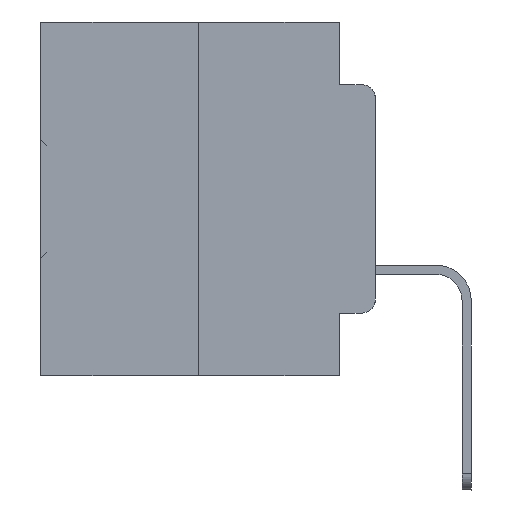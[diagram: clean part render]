
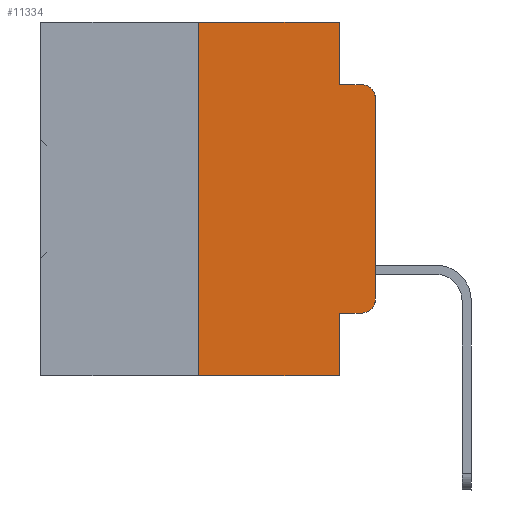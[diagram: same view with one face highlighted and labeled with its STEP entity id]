
A CAD part, left-side view. The second image highlights one B-rep face of the part: STEP entity #11334.
In plain terms, the highlighted planar face has unit normal (-1, 0, 0).
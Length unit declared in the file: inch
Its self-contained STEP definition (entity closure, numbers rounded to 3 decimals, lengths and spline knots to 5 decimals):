
#941 = VERTEX_POINT ( 'NONE', #16658 ) ;
#2046 = VECTOR ( 'NONE', #2086, 39.37008 ) ;
#2086 = DIRECTION ( 'NONE',  ( 0., 0., 1. ) ) ;
#2525 = LINE ( 'NONE', #27110, #2046 ) ;
#2617 = FACE_OUTER_BOUND ( 'NONE', #29689, .T. ) ;
#3191 = LINE ( 'NONE', #17730, #15519 ) ;
#4346 = CARTESIAN_POINT ( 'NONE',  ( 0., 0.25, -0.5 ) ) ;
#4712 = VECTOR ( 'NONE', #20453, 39.37008 ) ;
#4793 = EDGE_CURVE ( 'NONE', #30687, #6283, #2525, .T. ) ;
#4989 = CARTESIAN_POINT ( 'NONE',  ( 0., 0.473, 0. ) ) ;
#5197 = DIRECTION ( 'NONE',  ( 0., 0., 1. ) ) ;
#5504 = LINE ( 'NONE', #4989, #18696 ) ;
#6283 = VERTEX_POINT ( 'NONE', #29451 ) ;
#6461 = EDGE_CURVE ( 'NONE', #24629, #11495, #28395, .T. ) ;
#7267 = CARTESIAN_POINT ( 'NONE',  ( 0., 0.02, -0.1085 ) ) ;
#7636 = CARTESIAN_POINT ( 'NONE',  ( 0., 0.02, -0.3915 ) ) ;
#7842 = CARTESIAN_POINT ( 'NONE',  ( 0., 0.051, -0.4115 ) ) ;
#8149 = AXIS2_PLACEMENT_3D ( 'NONE', #7267, #15854, #18348 ) ;
#8346 = CARTESIAN_POINT ( 'NONE',  ( 0., 0.02, -0.0885 ) ) ;
#8384 = VERTEX_POINT ( 'NONE', #8346 ) ;
#9475 = EDGE_CURVE ( 'NONE', #11495, #34608, #5504, .T. ) ;
#9580 = DIRECTION ( 'NONE',  ( 0., 0., -1. ) ) ;
#9706 = VECTOR ( 'NONE', #29345, 39.37008 ) ;
#10030 = CARTESIAN_POINT ( 'NONE',  ( 0., 0., -0.3915 ) ) ;
#10576 = CARTESIAN_POINT ( 'NONE',  ( 0., 0.051, 0. ) ) ;
#11144 = DIRECTION ( 'NONE',  ( 0., -1., 0. ) ) ;
#11334 = ADVANCED_FACE ( 'NONE', ( #2617 ), #26212, .F. ) ;
#11495 = VERTEX_POINT ( 'NONE', #15593 ) ;
#11537 = VECTOR ( 'NONE', #11144, 39.37008 ) ;
#11593 = ORIENTED_EDGE ( 'NONE', *, *, #34353, .F. ) ;
#11880 = LINE ( 'NONE', #29229, #9706 ) ;
#12311 = CARTESIAN_POINT ( 'NONE',  ( 0., 0.473, -0.5 ) ) ;
#12403 = CARTESIAN_POINT ( 'NONE',  ( 0., 0.473, 0. ) ) ;
#14297 = ORIENTED_EDGE ( 'NONE', *, *, #6461, .F. ) ;
#14759 = ORIENTED_EDGE ( 'NONE', *, *, #9475, .F. ) ;
#14783 = DIRECTION ( 'NONE',  ( 0., 0., -1. ) ) ;
#15519 = VECTOR ( 'NONE', #31797, 39.37008 ) ;
#15593 = CARTESIAN_POINT ( 'NONE',  ( 0., 0.25, 0. ) ) ;
#15854 = DIRECTION ( 'NONE',  ( -1., 0., 0. ) ) ;
#16099 = DIRECTION ( 'NONE',  ( -1., 0., 0. ) ) ;
#16658 = CARTESIAN_POINT ( 'NONE',  ( 0., 0.051, -0.0885 ) ) ;
#17730 = CARTESIAN_POINT ( 'NONE',  ( 0., 0.051, -0.0885 ) ) ;
#17811 = DIRECTION ( 'NONE',  ( 1., 0., 0. ) ) ;
#18177 = AXIS2_PLACEMENT_3D ( 'NONE', #12403, #17811, #9580 ) ;
#18348 = DIRECTION ( 'NONE',  ( 0., 0., -1. ) ) ;
#18478 = EDGE_CURVE ( 'NONE', #24629, #26222, #25872, .T. ) ;
#18696 = VECTOR ( 'NONE', #35545, 39.37008 ) ;
#18944 = DIRECTION ( 'NONE',  ( 0., 0., -1. ) ) ;
#19964 = ORIENTED_EDGE ( 'NONE', *, *, #32857, .T. ) ;
#20285 = EDGE_CURVE ( 'NONE', #6283, #8384, #25710, .T. ) ;
#20453 = DIRECTION ( 'NONE',  ( 0., -1., 0. ) ) ;
#20530 = LINE ( 'NONE', #31674, #31573 ) ;
#20543 = VERTEX_POINT ( 'NONE', #24598 ) ;
#23037 = ORIENTED_EDGE ( 'NONE', *, *, #30341, .T. ) ;
#24001 = VECTOR ( 'NONE', #5197, 39.37008 ) ;
#24598 = CARTESIAN_POINT ( 'NONE',  ( 0., 0.02, -0.4115 ) ) ;
#24629 = VERTEX_POINT ( 'NONE', #4346 ) ;
#24779 = LINE ( 'NONE', #7842, #11537 ) ;
#25710 = CIRCLE ( 'NONE', #8149, 0.02 ) ;
#25734 = VERTEX_POINT ( 'NONE', #26909 ) ;
#25872 = LINE ( 'NONE', #12311, #4712 ) ;
#26128 = ORIENTED_EDGE ( 'NONE', *, *, #18478, .T. ) ;
#26212 = PLANE ( 'NONE',  #18177 ) ;
#26222 = VERTEX_POINT ( 'NONE', #29699 ) ;
#26909 = CARTESIAN_POINT ( 'NONE',  ( 0., 0.051, -0.4115 ) ) ;
#26927 = ORIENTED_EDGE ( 'NONE', *, *, #4793, .T. ) ;
#27110 = CARTESIAN_POINT ( 'NONE',  ( 0., 0., 0. ) ) ;
#28395 = LINE ( 'NONE', #35629, #24001 ) ;
#29229 = CARTESIAN_POINT ( 'NONE',  ( 0., 0.051, 0. ) ) ;
#29345 = DIRECTION ( 'NONE',  ( 0., 0., -1. ) ) ;
#29451 = CARTESIAN_POINT ( 'NONE',  ( 0., 0., -0.1085 ) ) ;
#29487 = ORIENTED_EDGE ( 'NONE', *, *, #36574, .F. ) ;
#29689 = EDGE_LOOP ( 'NONE', ( #26927, #32631, #11593, #35206, #14759, #14297, #26128, #29487, #23037, #19964 ) ) ;
#29699 = CARTESIAN_POINT ( 'NONE',  ( 0., 0.051, -0.5 ) ) ;
#30341 = EDGE_CURVE ( 'NONE', #25734, #20543, #24779, .T. ) ;
#30687 = VERTEX_POINT ( 'NONE', #10030 ) ;
#31573 = VECTOR ( 'NONE', #14783, 39.37008 ) ;
#31674 = CARTESIAN_POINT ( 'NONE',  ( 0., 0.051, 0. ) ) ;
#31797 = DIRECTION ( 'NONE',  ( 0., -1., 0. ) ) ;
#32572 = EDGE_CURVE ( 'NONE', #34608, #941, #20530, .T. ) ;
#32631 = ORIENTED_EDGE ( 'NONE', *, *, #20285, .T. ) ;
#32770 = AXIS2_PLACEMENT_3D ( 'NONE', #7636, #16099, #18944 ) ;
#32857 = EDGE_CURVE ( 'NONE', #20543, #30687, #34640, .T. ) ;
#34353 = EDGE_CURVE ( 'NONE', #941, #8384, #3191, .T. ) ;
#34608 = VERTEX_POINT ( 'NONE', #10576 ) ;
#34640 = CIRCLE ( 'NONE', #32770, 0.02 ) ;
#35206 = ORIENTED_EDGE ( 'NONE', *, *, #32572, .F. ) ;
#35545 = DIRECTION ( 'NONE',  ( 0., -1., 0. ) ) ;
#35629 = CARTESIAN_POINT ( 'NONE',  ( 0., 0.25, 0. ) ) ;
#36574 = EDGE_CURVE ( 'NONE', #25734, #26222, #11880, .T. ) ;
